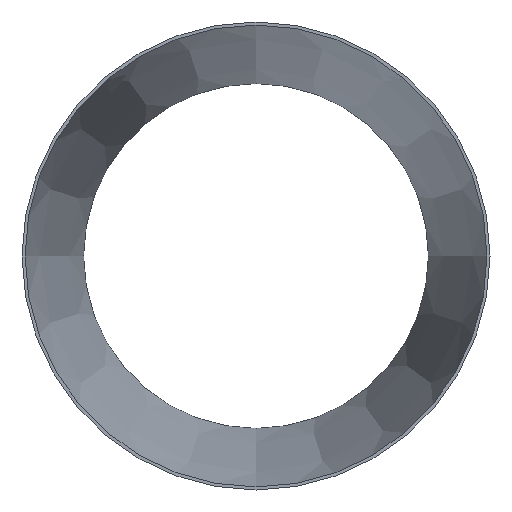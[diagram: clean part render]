
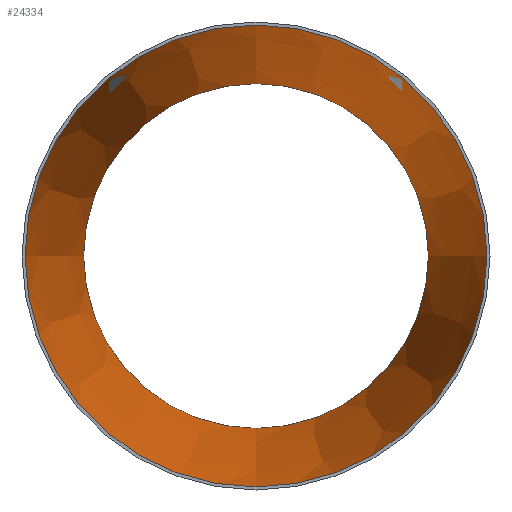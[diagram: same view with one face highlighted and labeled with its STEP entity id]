
A CAD part, front view. The second image highlights one B-rep face of the part: STEP entity #24334.
In plain terms, the highlighted conical face has half-angle 8.531 degrees and reference radius 300.755 mm.
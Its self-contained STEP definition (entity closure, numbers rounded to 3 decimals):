
#351 = FACE_OUTER_BOUND ( 'NONE', #36327, .T. ) ;
#2071 = ORIENTED_EDGE ( 'NONE', *, *, #35966, .F. ) ;
#5813 = CARTESIAN_POINT ( 'NONE',  ( 0., 0., -300.755 ) ) ;
#7091 = DIRECTION ( 'NONE',  ( 0., 0., -1. ) ) ;
#7507 = CIRCLE ( 'NONE', #35849, 224.555 ) ;
#8946 = CIRCLE ( 'NONE', #20741, 300.755 ) ;
#12278 = CARTESIAN_POINT ( 'NONE',  ( 0., 508., -224.555 ) ) ;
#13527 = DIRECTION ( 'NONE',  ( 0., -1., 0. ) ) ;
#14002 = EDGE_CURVE ( 'NONE', #22062, #22062, #8946, .T. ) ;
#14217 = ORIENTED_EDGE ( 'NONE', *, *, #14002, .T. ) ;
#14411 = CARTESIAN_POINT ( 'NONE',  ( 0., 508., 0. ) ) ;
#16363 = DIRECTION ( 'NONE',  ( 0., 0., -1. ) ) ;
#19850 = FACE_BOUND ( 'NONE', #31611, .T. ) ;
#20741 = AXIS2_PLACEMENT_3D ( 'NONE', #28891, #32592, #29318 ) ;
#21368 = CONICAL_SURFACE ( 'NONE', #37255, 300.755, 0.149 ) ;
#22062 = VERTEX_POINT ( 'NONE', #5813 ) ;
#22888 = CARTESIAN_POINT ( 'NONE',  ( 0., 0., 0. ) ) ;
#24334 = ADVANCED_FACE ( 'NONE', ( #19850, #351 ), #21368, .F. ) ;
#28891 = CARTESIAN_POINT ( 'NONE',  ( 0., 0., 0. ) ) ;
#29318 = DIRECTION ( 'NONE',  ( 0., 0., -1. ) ) ;
#31611 = EDGE_LOOP ( 'NONE', ( #2071 ) ) ;
#32225 = VERTEX_POINT ( 'NONE', #12278 ) ;
#32592 = DIRECTION ( 'NONE',  ( 0., -1., 0. ) ) ;
#34126 = DIRECTION ( 'NONE',  ( 0., -1., 0. ) ) ;
#35849 = AXIS2_PLACEMENT_3D ( 'NONE', #14411, #34126, #7091 ) ;
#35966 = EDGE_CURVE ( 'NONE', #32225, #32225, #7507, .T. ) ;
#36327 = EDGE_LOOP ( 'NONE', ( #14217 ) ) ;
#37255 = AXIS2_PLACEMENT_3D ( 'NONE', #22888, #13527, #16363 ) ;
